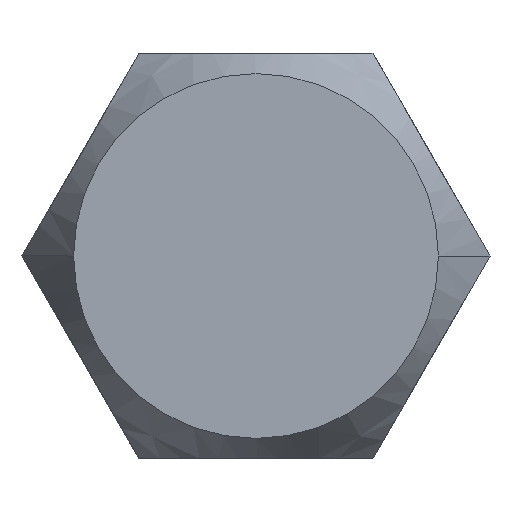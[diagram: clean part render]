
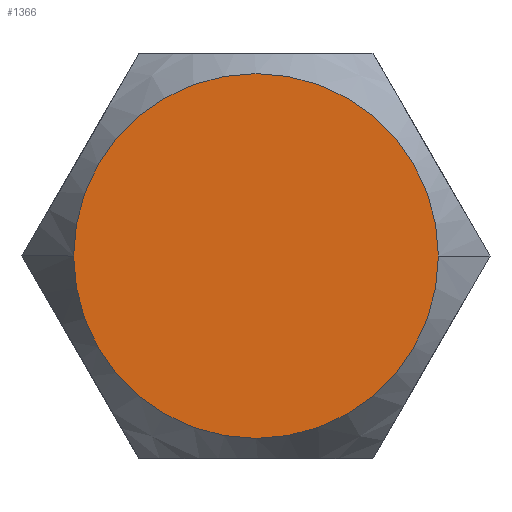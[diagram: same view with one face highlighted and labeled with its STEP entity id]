
A CAD part, front view. The second image highlights one B-rep face of the part: STEP entity #1366.
In plain terms, the highlighted planar face has unit normal (0, -1, 0).
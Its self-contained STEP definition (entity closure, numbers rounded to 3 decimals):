
#56 = AXIS2_PLACEMENT_3D ( 'NONE', #2291, #4362, #1615 ) ;
#237 = CARTESIAN_POINT ( 'NONE',  ( 2.858, 0., 0. ) ) ;
#429 = CIRCLE ( 'NONE', #919, 2.858 ) ;
#593 = EDGE_CURVE ( 'Defeature ausgef�hrt1_28+Defeature ausgef�hrt1_29+Defeature ausgef�hrt1_29+Defeature ausgef�hrt1_29', #3281, #4078, #3366, .T. ) ;
#611 = PLANE ( 'NONE',  #56 ) ;
#697 = DIRECTION ( 'NONE',  ( 0., -1., 0. ) ) ;
#791 = CARTESIAN_POINT ( 'NONE',  ( -2.858, 0., 0. ) ) ;
#919 = AXIS2_PLACEMENT_3D ( 'NONE', #3101, #697, #4159 ) ;
#1366 = ADVANCED_FACE ( 'Defeature ausgef�hrt1_28', ( #3106 ), #611, .T. ) ;
#1615 = DIRECTION ( 'NONE',  ( -1., 0., 0. ) ) ;
#2291 = CARTESIAN_POINT ( 'NONE',  ( 0., 0., 6.35 ) ) ;
#2581 = DIRECTION ( 'NONE',  ( 0., -1., 0. ) ) ;
#2685 = AXIS2_PLACEMENT_3D ( 'NONE', #3670, #2581, #4017 ) ;
#2813 = EDGE_LOOP ( 'NONE', ( #3827, #3810 ) ) ;
#3101 = CARTESIAN_POINT ( 'NONE',  ( 0., 0., 0. ) ) ;
#3106 = FACE_OUTER_BOUND ( 'NONE', #2813, .T. ) ;
#3281 = VERTEX_POINT ( 'NONE', #791 ) ;
#3366 = CIRCLE ( 'NONE', #2685, 2.858 ) ;
#3670 = CARTESIAN_POINT ( 'NONE',  ( 0., 0., 0. ) ) ;
#3810 = ORIENTED_EDGE ( 'NONE', *, *, #593, .T. ) ;
#3827 = ORIENTED_EDGE ( 'NONE', *, *, #4343, .T. ) ;
#4017 = DIRECTION ( 'NONE',  ( -1., 0., 0. ) ) ;
#4078 = VERTEX_POINT ( 'NONE', #237 ) ;
#4159 = DIRECTION ( 'NONE',  ( -1., 0., 0. ) ) ;
#4343 = EDGE_CURVE ( 'Defeature ausgef�hrt1_28+Defeature ausgef�hrt1_29+Defeature ausgef�hrt1_29+Defeature ausgef�hrt1_29', #4078, #3281, #429, .T. ) ;
#4362 = DIRECTION ( 'NONE',  ( 0., -1., 0. ) ) ;
